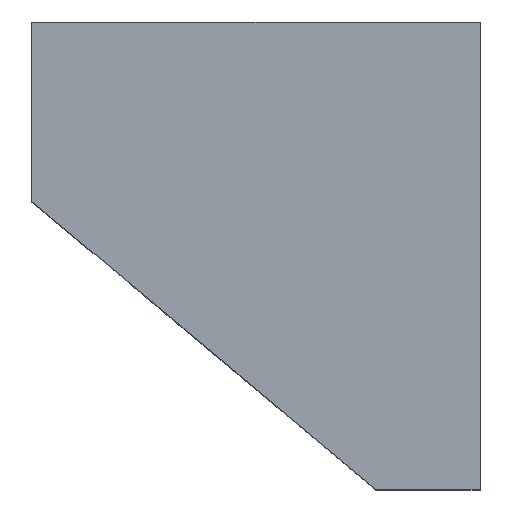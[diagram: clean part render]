
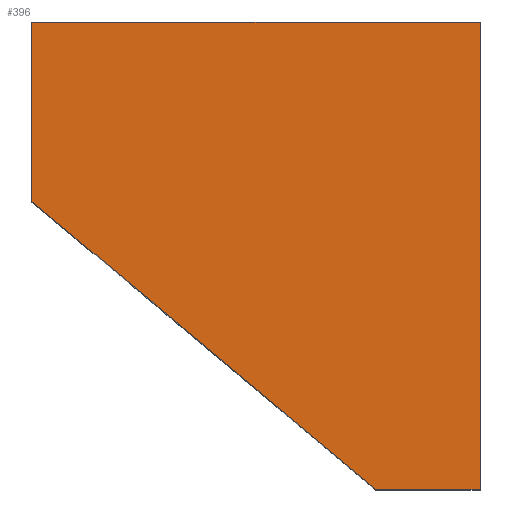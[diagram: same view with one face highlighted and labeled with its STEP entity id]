
A CAD part, top view. The second image highlights one B-rep face of the part: STEP entity #396.
In plain terms, the highlighted planar face has unit normal (0, 0, 1).
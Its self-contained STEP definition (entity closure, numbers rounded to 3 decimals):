
#3 = AXIS2_PLACEMENT_3D ( 'NONE', #321, #464, #469 ) ;
#16 = VECTOR ( 'NONE', #23, 1000. ) ;
#17 = VERTEX_POINT ( 'NONE', #294 ) ;
#18 = CARTESIAN_POINT ( 'NONE',  ( 38.31, 0., 0. ) ) ;
#23 = DIRECTION ( 'NONE',  ( 1., 0., 0. ) ) ;
#24 = DIRECTION ( 'NONE',  ( -0.766, 0.643, 0. ) ) ;
#27 = DIRECTION ( 'NONE',  ( 1., 0., 0. ) ) ;
#50 = CARTESIAN_POINT ( 'NONE',  ( 50., 52.13, 0. ) ) ;
#62 = EDGE_CURVE ( 'NONE', #139, #226, #212, .T. ) ;
#99 = CARTESIAN_POINT ( 'NONE',  ( 0., 0., 0. ) ) ;
#105 = EDGE_CURVE ( 'NONE', #226, #319, #132, .T. ) ;
#106 = LINE ( 'NONE', #404, #263 ) ;
#132 = LINE ( 'NONE', #250, #187 ) ;
#137 = CARTESIAN_POINT ( 'NONE',  ( 0., 32.13, 0. ) ) ;
#138 = LINE ( 'NONE', #18, #213 ) ;
#139 = VERTEX_POINT ( 'NONE', #225 ) ;
#147 = EDGE_CURVE ( 'NONE', #139, #210, #106, .T. ) ;
#153 = EDGE_LOOP ( 'NONE', ( #398, #415, #380, #382, #444 ) ) ;
#187 = VECTOR ( 'NONE', #320, 1000. ) ;
#210 = VERTEX_POINT ( 'NONE', #137 ) ;
#211 = EDGE_CURVE ( 'NONE', #17, #319, #399, .T. ) ;
#212 = LINE ( 'NONE', #284, #16 ) ;
#213 = VECTOR ( 'NONE', #24, 1000. ) ;
#220 = DIRECTION ( 'NONE',  ( 0., -1., 0. ) ) ;
#225 = CARTESIAN_POINT ( 'NONE',  ( 0., 52.13, 0. ) ) ;
#226 = VERTEX_POINT ( 'NONE', #50 ) ;
#247 = PLANE ( 'NONE',  #3 ) ;
#250 = CARTESIAN_POINT ( 'NONE',  ( 50., 52.13, 0. ) ) ;
#263 = VECTOR ( 'NONE', #220, 1000. ) ;
#284 = CARTESIAN_POINT ( 'NONE',  ( 0., 52.13, 0. ) ) ;
#294 = CARTESIAN_POINT ( 'NONE',  ( 38.31, 0., 0. ) ) ;
#319 = VERTEX_POINT ( 'NONE', #459 ) ;
#320 = DIRECTION ( 'NONE',  ( 0., -1., 0. ) ) ;
#321 = CARTESIAN_POINT ( 'NONE',  ( 0., 52.13, 0. ) ) ;
#377 = VECTOR ( 'NONE', #27, 1000. ) ;
#380 = ORIENTED_EDGE ( 'NONE', *, *, #211, .T. ) ;
#382 = ORIENTED_EDGE ( 'NONE', *, *, #105, .F. ) ;
#390 = EDGE_CURVE ( 'NONE', #17, #210, #138, .T. ) ;
#396 = ADVANCED_FACE ( 'NONE', ( #463 ), #247, .F. ) ;
#398 = ORIENTED_EDGE ( 'NONE', *, *, #147, .T. ) ;
#399 = LINE ( 'NONE', #99, #377 ) ;
#404 = CARTESIAN_POINT ( 'NONE',  ( 0., 52.13, 0. ) ) ;
#415 = ORIENTED_EDGE ( 'NONE', *, *, #390, .F. ) ;
#444 = ORIENTED_EDGE ( 'NONE', *, *, #62, .F. ) ;
#459 = CARTESIAN_POINT ( 'NONE',  ( 50., 0., 0. ) ) ;
#463 = FACE_OUTER_BOUND ( 'NONE', #153, .T. ) ;
#464 = DIRECTION ( 'NONE',  ( 0., 0., -1. ) ) ;
#469 = DIRECTION ( 'NONE',  ( -1., 0., 0. ) ) ;
